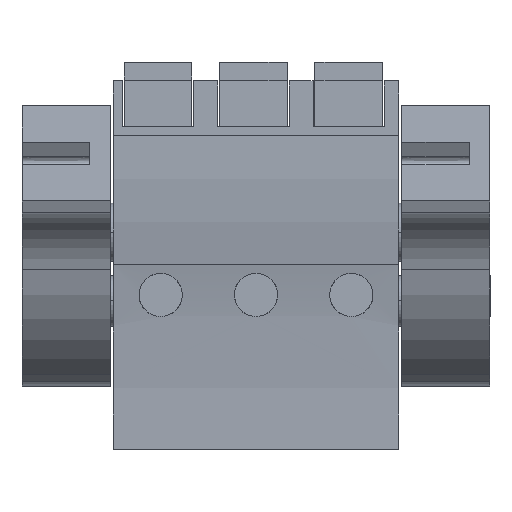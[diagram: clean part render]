
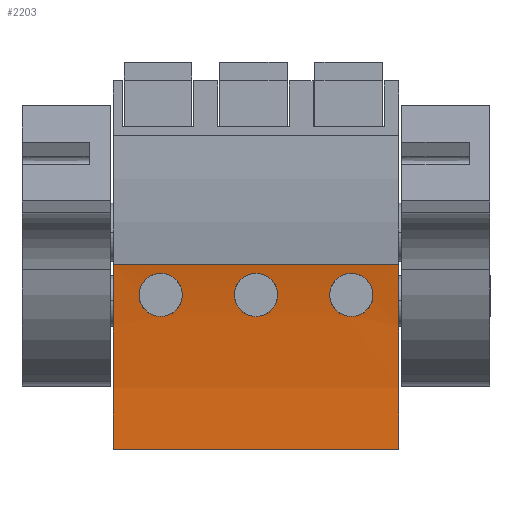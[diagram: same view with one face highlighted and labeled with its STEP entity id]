
A CAD part, top view. The second image highlights one B-rep face of the part: STEP entity #2203.
In plain terms, the highlighted cylindrical face has radius 48 mm (diameter 96 mm), a partial arc.
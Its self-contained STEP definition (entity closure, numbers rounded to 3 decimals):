
#165=AXIS2_PLACEMENT_3D('Circle Axis2P3D',#163,#164,$) ;
#2075=AXIS2_PLACEMENT_3D('Cylinder Axis2P3D',#2072,#2073,#2074) ;
#2086=AXIS2_PLACEMENT_3D('Circle Axis2P3D',#2084,#2085,$) ;
#160=CARTESIAN_POINT('Vertex',(4.85,0.,24.859)) ;
#163=CARTESIAN_POINT('Axis2P3D Location',(4.85,0.92,72.85)) ;
#167=CARTESIAN_POINT('Vertex',(4.85,9.844,25.687)) ;
#2053=CARTESIAN_POINT('Line Origine',(14.4,9.844,25.687)) ;
#2057=CARTESIAN_POINT('Vertex',(20.09,9.844,25.687)) ;
#2072=CARTESIAN_POINT('Axis2P3D Location',(14.4,0.92,72.85)) ;
#2077=CARTESIAN_POINT('Line Origine',(14.4,0.,24.859)) ;
#2081=CARTESIAN_POINT('Vertex',(20.09,0.,24.859)) ;
#2084=CARTESIAN_POINT('Axis2P3D Location',(20.09,0.92,72.85)) ;
#2096=CARTESIAN_POINT('Control Point',(7.39,9.391,25.603)) ;
#2097=CARTESIAN_POINT('Control Point',(7.686,9.391,25.603)) ;
#2098=CARTESIAN_POINT('Control Point',(7.983,9.296,25.586)) ;
#2099=CARTESIAN_POINT('Control Point',(8.236,9.105,25.552)) ;
#2100=CARTESIAN_POINT('Control Point',(8.497,8.723,25.487)) ;
#2101=CARTESIAN_POINT('Control Point',(8.556,8.281,25.417)) ;
#2102=CARTESIAN_POINT('Control Point',(8.552,8.13,25.394)) ;
#2103=CARTESIAN_POINT('Control Point',(8.471,7.705,25.331)) ;
#2104=CARTESIAN_POINT('Control Point',(8.201,7.346,25.281)) ;
#2105=CARTESIAN_POINT('Control Point',(7.955,7.172,25.259)) ;
#2106=CARTESIAN_POINT('Control Point',(7.673,7.085,25.248)) ;
#2107=CARTESIAN_POINT('Control Point',(7.39,7.085,25.248)) ;
#2108=CARTESIAN_POINT('Vertex',(7.39,9.391,25.603)) ;
#2110=CARTESIAN_POINT('Vertex',(7.39,7.085,25.248)) ;
#2114=CARTESIAN_POINT('Control Point',(7.39,9.391,25.603)) ;
#2115=CARTESIAN_POINT('Control Point',(7.094,9.391,25.603)) ;
#2116=CARTESIAN_POINT('Control Point',(6.797,9.296,25.586)) ;
#2117=CARTESIAN_POINT('Control Point',(6.544,9.105,25.552)) ;
#2118=CARTESIAN_POINT('Control Point',(6.283,8.723,25.487)) ;
#2119=CARTESIAN_POINT('Control Point',(6.224,8.281,25.417)) ;
#2120=CARTESIAN_POINT('Control Point',(6.228,8.13,25.394)) ;
#2121=CARTESIAN_POINT('Control Point',(6.309,7.705,25.331)) ;
#2122=CARTESIAN_POINT('Control Point',(6.579,7.346,25.281)) ;
#2123=CARTESIAN_POINT('Control Point',(6.825,7.172,25.259)) ;
#2124=CARTESIAN_POINT('Control Point',(7.107,7.085,25.248)) ;
#2125=CARTESIAN_POINT('Control Point',(7.39,7.085,25.248)) ;
#2132=CARTESIAN_POINT('Control Point',(17.55,9.391,25.603)) ;
#2133=CARTESIAN_POINT('Control Point',(17.846,9.391,25.603)) ;
#2134=CARTESIAN_POINT('Control Point',(18.143,9.296,25.586)) ;
#2135=CARTESIAN_POINT('Control Point',(18.396,9.105,25.552)) ;
#2136=CARTESIAN_POINT('Control Point',(18.657,8.723,25.487)) ;
#2137=CARTESIAN_POINT('Control Point',(18.716,8.281,25.417)) ;
#2138=CARTESIAN_POINT('Control Point',(18.712,8.13,25.394)) ;
#2139=CARTESIAN_POINT('Control Point',(18.631,7.705,25.331)) ;
#2140=CARTESIAN_POINT('Control Point',(18.361,7.346,25.281)) ;
#2141=CARTESIAN_POINT('Control Point',(18.115,7.172,25.259)) ;
#2142=CARTESIAN_POINT('Control Point',(17.833,7.085,25.248)) ;
#2143=CARTESIAN_POINT('Control Point',(17.55,7.085,25.248)) ;
#2144=CARTESIAN_POINT('Vertex',(17.55,9.391,25.603)) ;
#2146=CARTESIAN_POINT('Vertex',(17.55,7.085,25.248)) ;
#2150=CARTESIAN_POINT('Control Point',(17.55,9.391,25.603)) ;
#2151=CARTESIAN_POINT('Control Point',(17.254,9.391,25.603)) ;
#2152=CARTESIAN_POINT('Control Point',(16.957,9.296,25.586)) ;
#2153=CARTESIAN_POINT('Control Point',(16.704,9.105,25.552)) ;
#2154=CARTESIAN_POINT('Control Point',(16.443,8.723,25.487)) ;
#2155=CARTESIAN_POINT('Control Point',(16.384,8.281,25.417)) ;
#2156=CARTESIAN_POINT('Control Point',(16.388,8.13,25.394)) ;
#2157=CARTESIAN_POINT('Control Point',(16.469,7.705,25.331)) ;
#2158=CARTESIAN_POINT('Control Point',(16.739,7.346,25.281)) ;
#2159=CARTESIAN_POINT('Control Point',(16.985,7.172,25.259)) ;
#2160=CARTESIAN_POINT('Control Point',(17.267,7.085,25.248)) ;
#2161=CARTESIAN_POINT('Control Point',(17.55,7.085,25.248)) ;
#2168=CARTESIAN_POINT('Control Point',(12.47,9.391,25.603)) ;
#2169=CARTESIAN_POINT('Control Point',(12.766,9.391,25.603)) ;
#2170=CARTESIAN_POINT('Control Point',(13.063,9.296,25.586)) ;
#2171=CARTESIAN_POINT('Control Point',(13.316,9.105,25.552)) ;
#2172=CARTESIAN_POINT('Control Point',(13.577,8.723,25.487)) ;
#2173=CARTESIAN_POINT('Control Point',(13.636,8.281,25.417)) ;
#2174=CARTESIAN_POINT('Control Point',(13.632,8.13,25.394)) ;
#2175=CARTESIAN_POINT('Control Point',(13.551,7.705,25.331)) ;
#2176=CARTESIAN_POINT('Control Point',(13.281,7.346,25.281)) ;
#2177=CARTESIAN_POINT('Control Point',(13.035,7.172,25.259)) ;
#2178=CARTESIAN_POINT('Control Point',(12.753,7.085,25.248)) ;
#2179=CARTESIAN_POINT('Control Point',(12.47,7.085,25.248)) ;
#2180=CARTESIAN_POINT('Vertex',(12.47,9.391,25.603)) ;
#2182=CARTESIAN_POINT('Vertex',(12.47,7.085,25.248)) ;
#2186=CARTESIAN_POINT('Control Point',(12.47,9.391,25.603)) ;
#2187=CARTESIAN_POINT('Control Point',(12.174,9.391,25.603)) ;
#2188=CARTESIAN_POINT('Control Point',(11.877,9.296,25.586)) ;
#2189=CARTESIAN_POINT('Control Point',(11.624,9.105,25.552)) ;
#2190=CARTESIAN_POINT('Control Point',(11.363,8.723,25.487)) ;
#2191=CARTESIAN_POINT('Control Point',(11.304,8.281,25.417)) ;
#2192=CARTESIAN_POINT('Control Point',(11.308,8.13,25.394)) ;
#2193=CARTESIAN_POINT('Control Point',(11.389,7.705,25.331)) ;
#2194=CARTESIAN_POINT('Control Point',(11.659,7.346,25.281)) ;
#2195=CARTESIAN_POINT('Control Point',(11.905,7.172,25.259)) ;
#2196=CARTESIAN_POINT('Control Point',(12.187,7.085,25.248)) ;
#2197=CARTESIAN_POINT('Control Point',(12.47,7.085,25.248)) ;
#164=DIRECTION('Axis2P3D Direction',(1.,0.,0.)) ;
#2054=DIRECTION('Vector Direction',(1.,0.,0.)) ;
#2073=DIRECTION('Axis2P3D Direction',(1.,0.,0.)) ;
#2074=DIRECTION('Axis2P3D XDirection',(0.,-0.019,-1.)) ;
#2078=DIRECTION('Vector Direction',(1.,0.,0.)) ;
#2085=DIRECTION('Axis2P3D Direction',(1.,0.,0.)) ;
#2055=VECTOR('Line Direction',#2054,1.) ;
#2079=VECTOR('Line Direction',#2078,1.) ;
#2090=ORIENTED_EDGE('',*,*,#169,.F.) ;
#2091=ORIENTED_EDGE('',*,*,#2083,.F.) ;
#2092=ORIENTED_EDGE('',*,*,#2088,.F.) ;
#2093=ORIENTED_EDGE('',*,*,#2059,.T.) ;
#2128=ORIENTED_EDGE('',*,*,#2112,.T.) ;
#2129=ORIENTED_EDGE('',*,*,#2126,.F.) ;
#2164=ORIENTED_EDGE('',*,*,#2148,.T.) ;
#2165=ORIENTED_EDGE('',*,*,#2162,.F.) ;
#2200=ORIENTED_EDGE('',*,*,#2184,.T.) ;
#2201=ORIENTED_EDGE('',*,*,#2198,.F.) ;
#2130=FACE_BOUND('',#2127,.T.) ;
#2166=FACE_BOUND('',#2163,.T.) ;
#2202=FACE_BOUND('',#2199,.T.) ;
#2203=ADVANCED_FACE('HOUSING',(#2094,#2130,#2166,#2202),#2076,.F.) ;
#2095=B_SPLINE_CURVE_WITH_KNOTS('',5,(#2096,#2097,#2098,#2099,#2100,#2101,#2102,#2103,#2104,#2105,#2106,#2107),.UNSPECIFIED.,.F.,.U.,(6,3,3,6),(0.,2.095,3.154,5.152),.UNSPECIFIED.) ;
#2113=B_SPLINE_CURVE_WITH_KNOTS('',5,(#2114,#2115,#2116,#2117,#2118,#2119,#2120,#2121,#2122,#2123,#2124,#2125),.UNSPECIFIED.,.F.,.U.,(6,3,3,6),(0.,2.095,3.154,5.152),.UNSPECIFIED.) ;
#2131=B_SPLINE_CURVE_WITH_KNOTS('',5,(#2132,#2133,#2134,#2135,#2136,#2137,#2138,#2139,#2140,#2141,#2142,#2143),.UNSPECIFIED.,.F.,.U.,(6,3,3,6),(0.,2.095,3.154,5.152),.UNSPECIFIED.) ;
#2149=B_SPLINE_CURVE_WITH_KNOTS('',5,(#2150,#2151,#2152,#2153,#2154,#2155,#2156,#2157,#2158,#2159,#2160,#2161),.UNSPECIFIED.,.F.,.U.,(6,3,3,6),(0.,2.095,3.154,5.152),.UNSPECIFIED.) ;
#2167=B_SPLINE_CURVE_WITH_KNOTS('',5,(#2168,#2169,#2170,#2171,#2172,#2173,#2174,#2175,#2176,#2177,#2178,#2179),.UNSPECIFIED.,.F.,.U.,(6,3,3,6),(0.,2.095,3.154,5.152),.UNSPECIFIED.) ;
#2185=B_SPLINE_CURVE_WITH_KNOTS('',5,(#2186,#2187,#2188,#2189,#2190,#2191,#2192,#2193,#2194,#2195,#2196,#2197),.UNSPECIFIED.,.F.,.U.,(6,3,3,6),(0.,2.095,3.154,5.152),.UNSPECIFIED.) ;
#166=CIRCLE('generated circle',#165,48.) ;
#2087=CIRCLE('generated circle',#2086,48.) ;
#2076=CYLINDRICAL_SURFACE('generated cylinder',#2075,48.) ;
#169=EDGE_CURVE('',#161,#168,#166,.T.) ;
#2059=EDGE_CURVE('',#2058,#168,#2056,.F.) ;
#2083=EDGE_CURVE('',#2082,#161,#2080,.F.) ;
#2088=EDGE_CURVE('',#2058,#2082,#2087,.F.) ;
#2112=EDGE_CURVE('',#2109,#2111,#2095,.T.) ;
#2126=EDGE_CURVE('',#2109,#2111,#2113,.T.) ;
#2148=EDGE_CURVE('',#2145,#2147,#2131,.T.) ;
#2162=EDGE_CURVE('',#2145,#2147,#2149,.T.) ;
#2184=EDGE_CURVE('',#2181,#2183,#2167,.T.) ;
#2198=EDGE_CURVE('',#2181,#2183,#2185,.T.) ;
#2089=EDGE_LOOP('',(#2090,#2091,#2092,#2093)) ;
#2127=EDGE_LOOP('',(#2128,#2129)) ;
#2163=EDGE_LOOP('',(#2164,#2165)) ;
#2199=EDGE_LOOP('',(#2200,#2201)) ;
#2094=FACE_OUTER_BOUND('',#2089,.T.) ;
#2056=LINE('Line',#2053,#2055) ;
#2080=LINE('Line',#2077,#2079) ;
#161=VERTEX_POINT('',#160) ;
#168=VERTEX_POINT('',#167) ;
#2058=VERTEX_POINT('',#2057) ;
#2082=VERTEX_POINT('',#2081) ;
#2109=VERTEX_POINT('',#2108) ;
#2111=VERTEX_POINT('',#2110) ;
#2145=VERTEX_POINT('',#2144) ;
#2147=VERTEX_POINT('',#2146) ;
#2181=VERTEX_POINT('',#2180) ;
#2183=VERTEX_POINT('',#2182) ;
